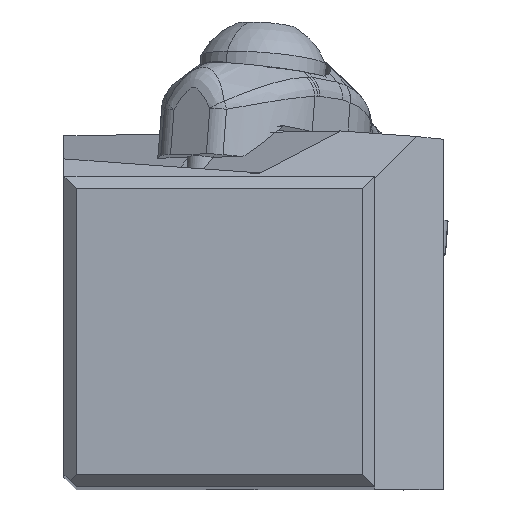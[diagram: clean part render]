
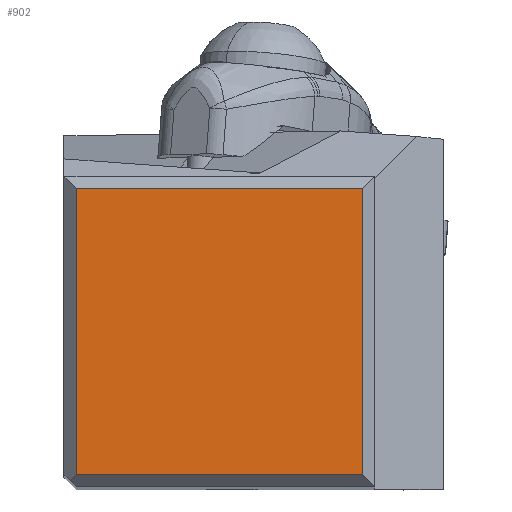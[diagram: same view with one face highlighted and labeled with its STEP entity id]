
A CAD part, top view. The second image highlights one B-rep face of the part: STEP entity #902.
In plain terms, the highlighted planar face has unit normal (0, 0, 1).
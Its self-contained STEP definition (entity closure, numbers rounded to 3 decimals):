
#661=FACE_OUTER_BOUND('',#1264,.T.);
#902=ADVANCED_FACE('',(#661),#1152,.T.);
#1152=PLANE('',#4460);
#1264=EDGE_LOOP('',(#1611,#1612,#1613,#1614));
#1611=ORIENTED_EDGE('',*,*,#3259,.T.);
#1612=ORIENTED_EDGE('',*,*,#3260,.T.);
#1613=ORIENTED_EDGE('',*,*,#3199,.F.);
#1614=ORIENTED_EDGE('',*,*,#3258,.F.);
#2794=VERTEX_POINT('',#6037);
#2795=VERTEX_POINT('',#6039);
#2838=VERTEX_POINT('',#6154);
#2839=VERTEX_POINT('',#6158);
#3199=EDGE_CURVE('',#2794,#2795,#3835,.T.);
#3258=EDGE_CURVE('',#2838,#2794,#3878,.T.);
#3259=EDGE_CURVE('',#2838,#2839,#3879,.T.);
#3260=EDGE_CURVE('',#2839,#2795,#3880,.T.);
#3835=LINE('',#6038,#4064);
#3878=LINE('',#6155,#4107);
#3879=LINE('',#6157,#4108);
#3880=LINE('',#6159,#4109);
#4064=VECTOR('',#4916,1.);
#4107=VECTOR('',#5019,1.);
#4108=VECTOR('',#5022,1.);
#4109=VECTOR('',#5023,1.);
#4460=AXIS2_PLACEMENT_3D('',#6160,#5024,#5025);
#4916=DIRECTION('',(-1.,0.,0.));
#5019=DIRECTION('',(0.,-1.,0.));
#5022=DIRECTION('',(-1.,0.,0.));
#5023=DIRECTION('',(0.,-1.,0.));
#5024=DIRECTION('',(0.,0.,1.));
#5025=DIRECTION('',(1.,0.,0.));
#6037=CARTESIAN_POINT('',(24.4,1.,0.));
#6038=CARTESIAN_POINT('',(24.4,1.,0.));
#6039=CARTESIAN_POINT('',(1.,1.,0.));
#6154=CARTESIAN_POINT('',(24.4,24.4,0.));
#6155=CARTESIAN_POINT('',(24.4,24.4,0.));
#6157=CARTESIAN_POINT('',(24.4,24.4,0.));
#6158=CARTESIAN_POINT('',(1.,24.4,0.));
#6159=CARTESIAN_POINT('',(1.,24.4,0.));
#6160=CARTESIAN_POINT('',(12.7,12.7,0.));
